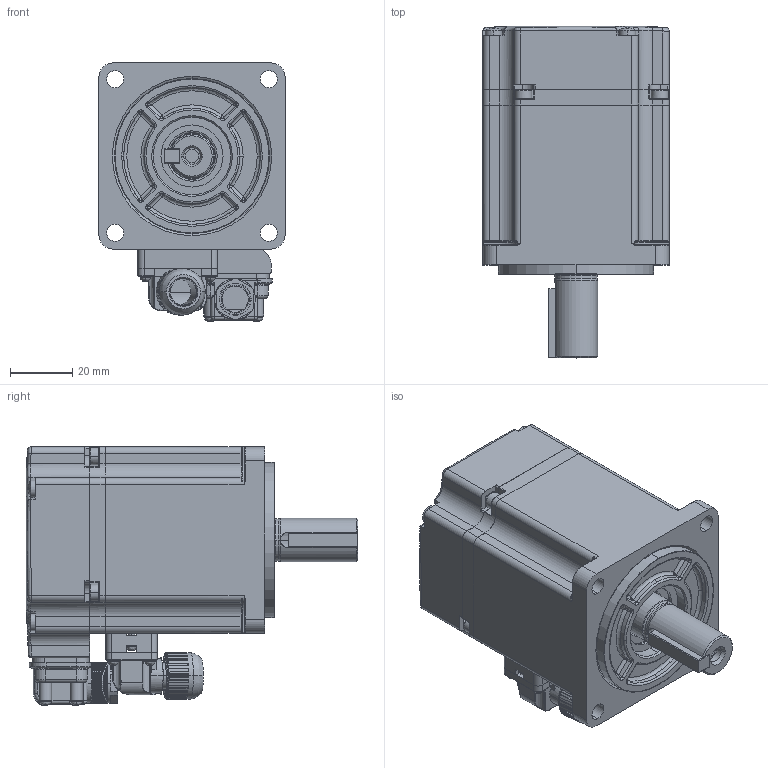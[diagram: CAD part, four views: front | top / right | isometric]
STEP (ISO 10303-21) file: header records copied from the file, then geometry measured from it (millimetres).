
FILE_DESCRIPTION((''),'2;1');
FILE_NAME('_','2023-05-24T10:38:09',('ms27321'),(''),'CREO PARAMETRIC BY PTC INC, 2018100','CREO PARAMETRIC BY PTC INC, 2018100','');
FILE_SCHEMA(('CONFIG_CONTROL_DESIGN'));
Products named in the file (1): _
Bounding box: 60 x 107 x 83.21 mm (x, y, z)
Surface area: 37964.8 mm2 (no closed solid volume)
Topology: 0 solids, 47 shells, 1449 faces, 7074 edges, 5459 vertices
Faces by surface type: plane 586, cylinder 374, cone 194, bspline 157, torus 105, extrusion 19, sphere 11, revolution 3
Entity records: 86980 total; most frequent: CARTESIAN_POINT 34296, ORIENTED_EDGE 10287, DIRECTION 9864, EDGE_CURVE 7044, VERTEX_POINT 5457, VECTOR 3963, LINE 3944, AXIS2_PLACEMENT_3D 2949
